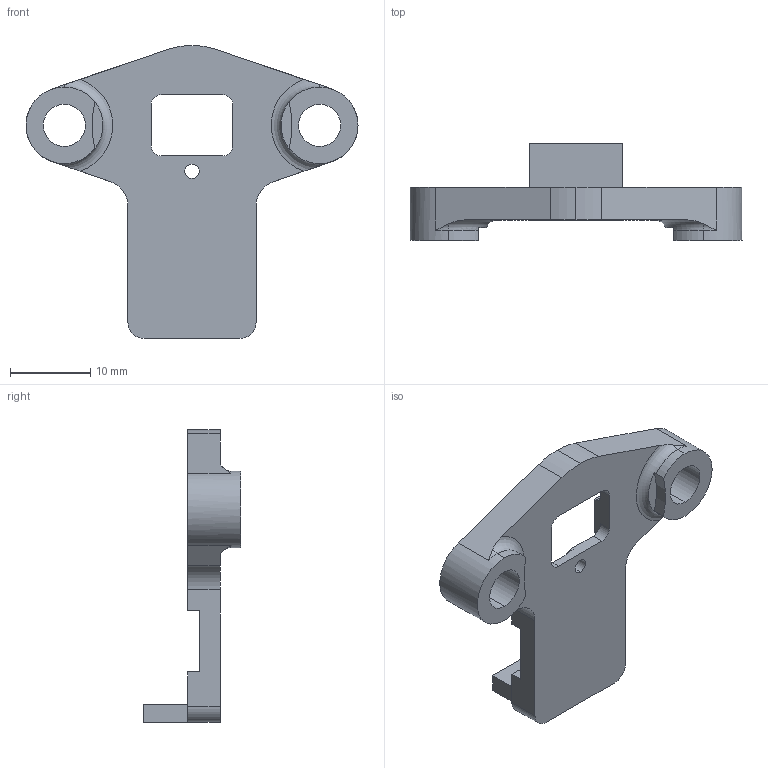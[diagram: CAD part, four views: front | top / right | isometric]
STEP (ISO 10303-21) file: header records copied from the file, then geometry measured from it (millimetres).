
FILE_DESCRIPTION (( 'STEP AP214' ), '1' );
FILE_NAME ('sensor_mount_bottom_rev_k.STEP', '2023-02-26T10:47:24', ( '' ), ( '' ), 'SwSTEP 2.0', 'SolidWorks 2022', '' );
FILE_SCHEMA (( 'AUTOMOTIVE_DESIGN' ));
Length unit declared in the file: inch
Products named in the file (1): sensor_mount_bottom_rev_k
Bounding box: 41.27 x 12.1 x 36.42 mm (x, y, z)
Volume: 2467.5 mm3; surface area: 2715.7 mm2
Topology: 1 solids, 1 shells, 90 faces, 262 edges, 173 vertices
Faces by surface type: plane 43, cylinder 36, torus 11
Entity records: 3103 total; most frequent: CARTESIAN_POINT 617, ORIENTED_EDGE 524, DIRECTION 516, EDGE_CURVE 262, AXIS2_PLACEMENT_3D 184, VERTEX_POINT 173, LINE 148, VECTOR 148
